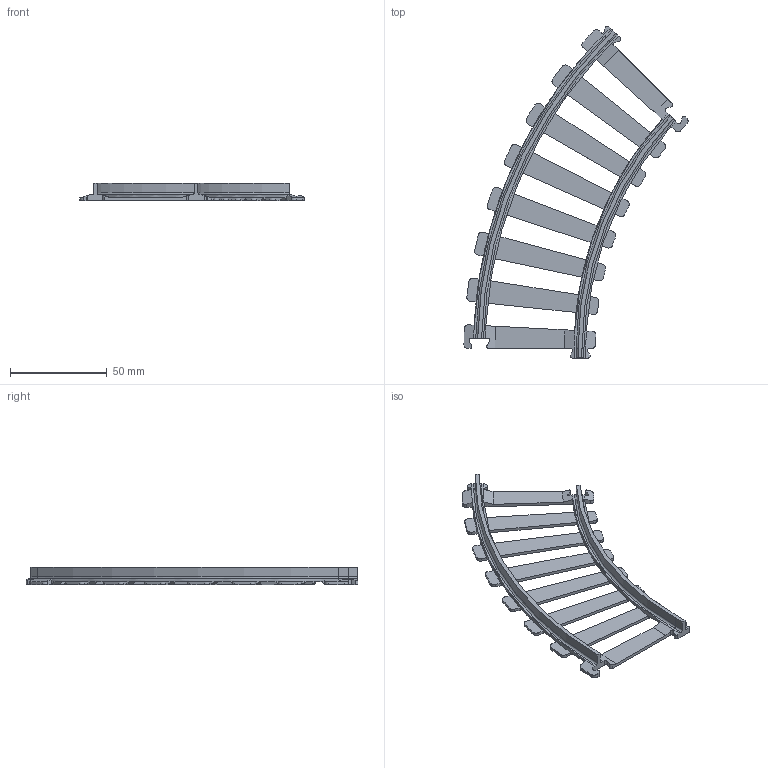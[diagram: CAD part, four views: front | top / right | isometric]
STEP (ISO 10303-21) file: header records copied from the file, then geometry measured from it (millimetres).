
FILE_DESCRIPTION(/* description */ ('STEP AP242','CAx-IF Rec.Pracs.---Representation and Presentation of Product Manufacturing Information (PMI)---4.0---2014-10-13','CAx-IF Rec.Pracs.---3D Tessellated Geometry---0.4---2014-09-14','2;1'),/* implementation_level */ '2;1');
FILE_NAME(/* name */ '68357d6eb0d4232e8b1c2303',/* time_stamp */ '2025-05-27T08:53:04Z',/* author */ (''),/* organization */ (''),/* preprocessor_version */ 'ST-DEVELOPER v20',/* originating_system */ 'ONSHAPE BY PTC INC, 1.198',/* authorisation */ ' ');
FILE_SCHEMA (('AP242_MANAGED_MODEL_BASED_3D_ENGINEERING_MIM_LF { 1 0 10303 442 1 1 4 }'));
Length unit declared in the file: metre
Products named in the file (1): R200-45deg
Bounding box: 115.79 x 171.57 x 9 mm (x, y, z)
Volume: 15723.4 mm3; surface area: 19447.6 mm2
Topology: 1 solids, 1 shells, 232 faces, 660 edges, 416 vertices
Faces by surface type: plane 144, cylinder 76, cone 8, torus 4
Entity records: 7642 total; most frequent: CARTESIAN_POINT 1413, DIRECTION 1354, ORIENTED_EDGE 1320, EDGE_CURVE 660, AXIS2_PLACEMENT_3D 489, VERTEX_POINT 416, LINE 376, VECTOR 376
